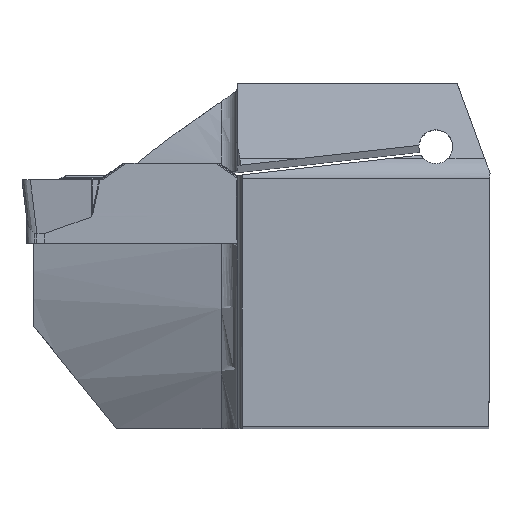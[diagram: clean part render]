
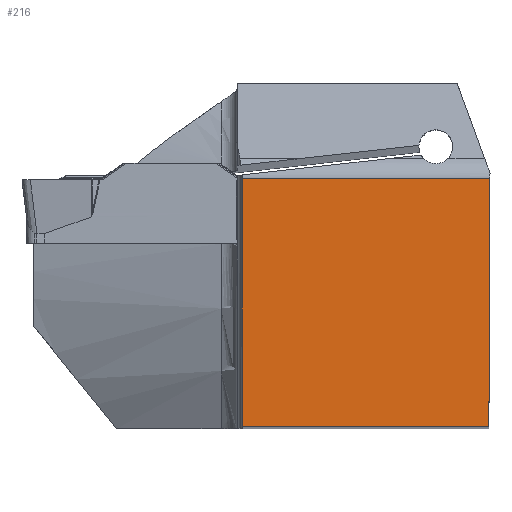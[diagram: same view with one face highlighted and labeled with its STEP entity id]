
A CAD part, top view. The second image highlights one B-rep face of the part: STEP entity #216.
In plain terms, the highlighted planar face has unit normal (0, 0, 1).
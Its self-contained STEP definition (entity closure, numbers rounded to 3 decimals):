
#145=PLANE('',#2472);
#216=ADVANCED_FACE('CU_BACK_SU1',(#350),#145,.F.);
#350=FACE_OUTER_BOUND('',#463,.T.);
#463=EDGE_LOOP('',(#875,#876,#877,#878));
#875=ORIENTED_EDGE('',*,*,#1666,.T.);
#876=ORIENTED_EDGE('',*,*,#1641,.T.);
#877=ORIENTED_EDGE('',*,*,#1703,.T.);
#878=ORIENTED_EDGE('',*,*,#1693,.F.);
#1413=VERTEX_POINT('',#3219);
#1414=VERTEX_POINT('',#3221);
#1432=VERTEX_POINT('',#3302);
#1449=VERTEX_POINT('',#3385);
#1641=EDGE_CURVE('',#1414,#1413,#1948,.T.);
#1666=EDGE_CURVE('',#1432,#1414,#1963,.T.);
#1693=EDGE_CURVE('',#1432,#1449,#1981,.T.);
#1703=EDGE_CURVE('',#1413,#1449,#1987,.T.);
#1948=LINE('',#3220,#2143);
#1963=LINE('',#3301,#2158);
#1981=LINE('',#3384,#2176);
#1987=LINE('',#3411,#2182);
#2143=VECTOR('',#2623,1.);
#2158=VECTOR('',#2664,1.);
#2176=VECTOR('',#2704,1.);
#2182=VECTOR('',#2732,1.);
#2472=AXIS2_PLACEMENT_3D('',#3412,#2733,#2734);
#2623=DIRECTION('',(0.004,1.,0.));
#2664=DIRECTION('',(1.,0.,0.));
#2704=DIRECTION('',(0.,1.,0.));
#2732=DIRECTION('',(-1.,0.,0.));
#2733=DIRECTION('',(0.,0.,-1.));
#2734=DIRECTION('',(0.,-1.,0.));
#3219=CARTESIAN_POINT('',(0.,24.875,0.));
#3220=CARTESIAN_POINT('',(0.088,44.976,0.));
#3221=CARTESIAN_POINT('',(-0.109,0.,0.));
#3301=CARTESIAN_POINT('',(23.244,0.,0.));
#3302=CARTESIAN_POINT('',(-24.875,0.,0.));
#3384=CARTESIAN_POINT('',(-24.875,44.875,0.));
#3385=CARTESIAN_POINT('',(-24.875,24.875,0.));
#3411=CARTESIAN_POINT('',(23.244,24.875,0.));
#3412=CARTESIAN_POINT('',(23.244,44.875,0.));
